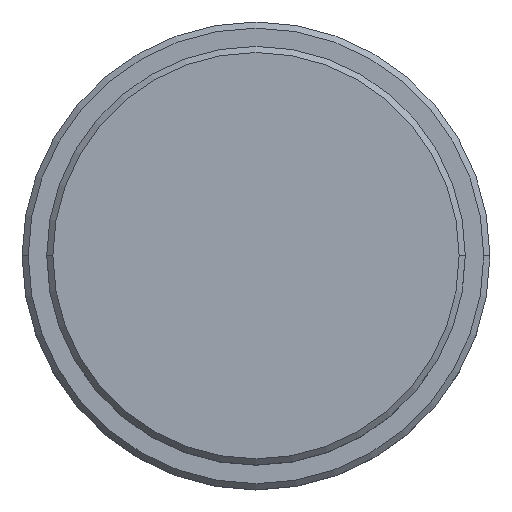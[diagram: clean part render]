
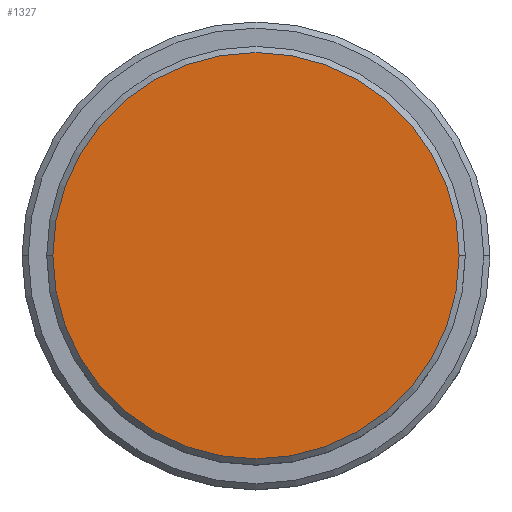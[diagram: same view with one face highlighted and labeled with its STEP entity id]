
A CAD part, top view. The second image highlights one B-rep face of the part: STEP entity #1327.
In plain terms, the highlighted planar face has unit normal (0, 0, 1).
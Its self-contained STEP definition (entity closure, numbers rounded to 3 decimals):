
#195 = CIRCLE ( 'NONE', #239, 16.5 ) ;
#197 = AXIS2_PLACEMENT_3D ( 'NONE', #768, #1106, #751 ) ;
#239 = AXIS2_PLACEMENT_3D ( 'NONE', #448, #824, #790 ) ;
#448 = CARTESIAN_POINT ( 'NONE',  ( 0., 0., 0. ) ) ;
#551 = FACE_OUTER_BOUND ( 'NONE', #1133, .T. ) ;
#592 = VERTEX_POINT ( 'NONE', #843 ) ;
#612 = ORIENTED_EDGE ( 'NONE', *, *, #1303, .T. ) ;
#648 = CARTESIAN_POINT ( 'NONE',  ( 0., 0., 0. ) ) ;
#751 = DIRECTION ( 'NONE',  ( 1., 0., 0. ) ) ;
#768 = CARTESIAN_POINT ( 'NONE',  ( 0., 0., 0. ) ) ;
#790 = DIRECTION ( 'NONE',  ( 1., 0., 0. ) ) ;
#809 = VERTEX_POINT ( 'NONE', #1126 ) ;
#824 = DIRECTION ( 'NONE',  ( 0., 0., 1. ) ) ;
#843 = CARTESIAN_POINT ( 'NONE',  ( 16.5, 0., 0. ) ) ;
#867 = PLANE ( 'NONE',  #1363 ) ;
#1029 = CIRCLE ( 'NONE', #197, 16.5 ) ;
#1035 = EDGE_CURVE ( 'NONE', #592, #809, #195, .T. ) ;
#1082 = DIRECTION ( 'NONE',  ( 1., 0., 0. ) ) ;
#1106 = DIRECTION ( 'NONE',  ( 0., 0., 1. ) ) ;
#1112 = ORIENTED_EDGE ( 'NONE', *, *, #1035, .T. ) ;
#1126 = CARTESIAN_POINT ( 'NONE',  ( -16.5, 0., 0. ) ) ;
#1133 = EDGE_LOOP ( 'NONE', ( #612, #1112 ) ) ;
#1186 = DIRECTION ( 'NONE',  ( 0., 0., 1. ) ) ;
#1303 = EDGE_CURVE ( 'NONE', #809, #592, #1029, .T. ) ;
#1327 = ADVANCED_FACE ( 'NONE', ( #551 ), #867, .T. ) ;
#1363 = AXIS2_PLACEMENT_3D ( 'NONE', #648, #1186, #1082 ) ;
